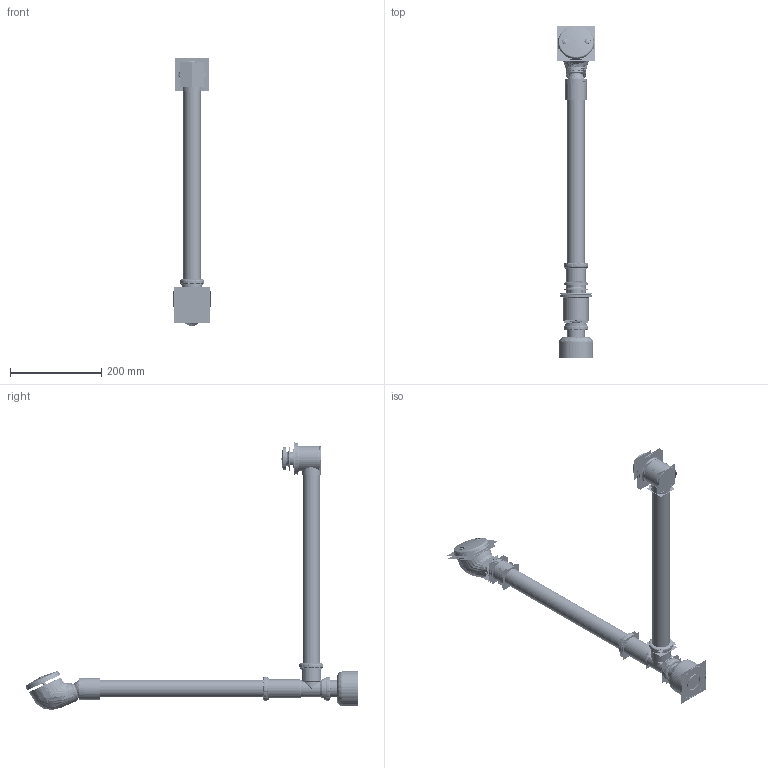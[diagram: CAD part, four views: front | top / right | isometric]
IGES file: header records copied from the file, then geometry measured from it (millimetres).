
Start section:  PTC IGES file: 111-2962_asm.igs
Global section: file name: 111-2962_asm.igs; native system: Creo Parametric by PTC Inc.; preprocessor: 2018400; author: rsmith; organization: Unknown; date: 20211025.111426; units: inch
Bounding box: 84 x 726.14 x 585.69 mm (x, y, z)
Surface area: 2114226.5 mm2 (no closed solid volume)
Topology: 0 solids, 0 shells, 2908 faces, 34133 edges, 39963 vertices
Faces by surface type: revolution 1668, bspline 1016, extrusion 224
